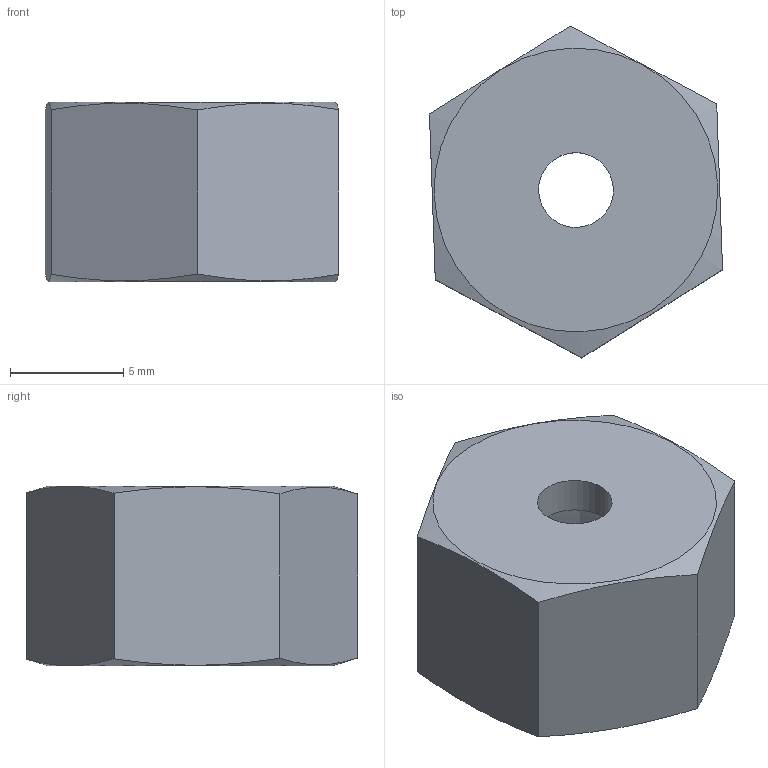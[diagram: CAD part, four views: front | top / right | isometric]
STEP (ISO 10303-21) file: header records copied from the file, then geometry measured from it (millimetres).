
FILE_DESCRIPTION(/* description */ (''),/* implementation_level */ '2;1');
FILE_NAME(/* name */ 'Pneumatics_VIAIR_Fitting_01.ipt.step',/* time_stamp */ '2014-01-01T17:34:42-08:00',/* author */ ('Phillip'),/* organization */ (''),/* preprocessor_version */ 'ST-DEVELOPER v15.2',/* originating_system */ 'Autodesk Inventor 2014',/* authorisation */ '');
FILE_SCHEMA (('CONFIG_CONTROL_DESIGN','AUTOMOTIVE_DESIGN { 1 0 10303 214 3 1 1 }'));
Length unit declared in the file: inch
Products named in the file (1): Pneumatics_VIAIR_Fitting_01
Bounding box: 12.95 x 14.66 x 7.94 mm (x, y, z)
Volume: 728.8 mm3; surface area: 783.3 mm2
Topology: 1 solids, 1 shells, 13 faces, 28 edges, 18 vertices
Faces by surface type: plane 9, cone 3, cylinder 1
Full cylindrical faces by diameter (mm): 3.302 x1
Entity records: 347 total; most frequent: CARTESIAN_POINT 80, ORIENTED_EDGE 48, DIRECTION 46, EDGE_CURVE 24, EDGE_LOOP 20, AXIS2_PLACEMENT_3D 20, VERTEX_POINT 18, ADVANCED_FACE 13
